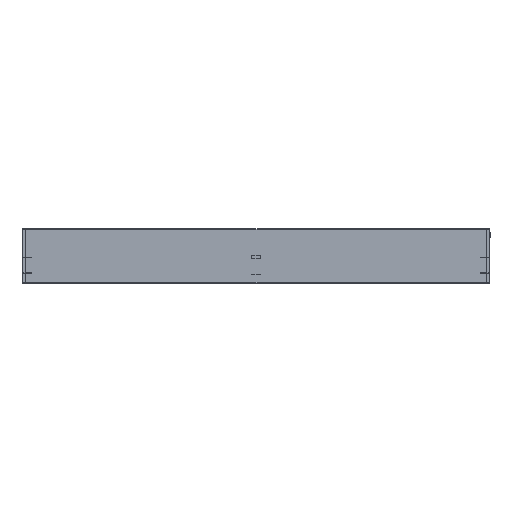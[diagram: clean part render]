
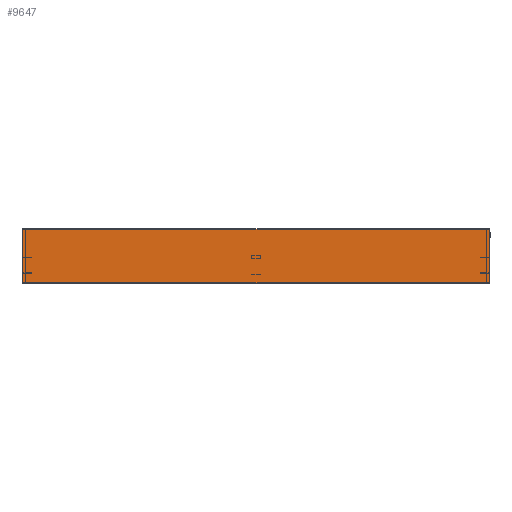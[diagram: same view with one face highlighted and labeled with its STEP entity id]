
A CAD part, left-side view. The second image highlights one B-rep face of the part: STEP entity #9647.
In plain terms, the highlighted planar face has unit normal (-1, 0, 0).
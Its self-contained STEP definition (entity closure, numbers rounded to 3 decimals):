
#731 = DIRECTION ( 'NONE',  ( 0., 0., 1. ) ) ;
#1094 = CARTESIAN_POINT ( 'NONE',  ( 0., -2154., 246. ) ) ;
#2415 = AXIS2_PLACEMENT_3D ( 'NONE', #22884, #27974, #33251 ) ;
#3477 = LINE ( 'NONE', #24553, #32902 ) ;
#3728 = VECTOR ( 'NONE', #25520, 1000. ) ;
#4776 = CARTESIAN_POINT ( 'NONE',  ( 0., 0., 0. ) ) ;
#4899 = CARTESIAN_POINT ( 'NONE',  ( 0., 0., 246. ) ) ;
#5642 = EDGE_CURVE ( 'NONE', #31308, #13676, #16401, .T. ) ;
#5681 = EDGE_CURVE ( 'NONE', #29808, #7641, #3477, .T. ) ;
#6569 = ORIENTED_EDGE ( 'NONE', *, *, #5681, .F. ) ;
#7641 = VERTEX_POINT ( 'NONE', #26033 ) ;
#9647 = ADVANCED_FACE ( 'NONE', ( #9800 ), #25592, .F. ) ;
#9800 = FACE_OUTER_BOUND ( 'NONE', #25246, .T. ) ;
#11166 = VECTOR ( 'NONE', #26595, 1000. ) ;
#11671 = EDGE_CURVE ( 'NONE', #13676, #7641, #17883, .T. ) ;
#13676 = VERTEX_POINT ( 'NONE', #4899 ) ;
#16401 = LINE ( 'NONE', #1094, #11166 ) ;
#16435 = ORIENTED_EDGE ( 'NONE', *, *, #30253, .T. ) ;
#17883 = LINE ( 'NONE', #4776, #3728 ) ;
#18256 = CARTESIAN_POINT ( 'NONE',  ( 0., -2154., 0. ) ) ;
#22884 = CARTESIAN_POINT ( 'NONE',  ( 0., 0., 0. ) ) ;
#24018 = LINE ( 'NONE', #18256, #30323 ) ;
#24553 = CARTESIAN_POINT ( 'NONE',  ( 0., 0., 1. ) ) ;
#24984 = ORIENTED_EDGE ( 'NONE', *, *, #5642, .T. ) ;
#25246 = EDGE_LOOP ( 'NONE', ( #24984, #26267, #6569, #16435 ) ) ;
#25520 = DIRECTION ( 'NONE',  ( 0., 0., -1. ) ) ;
#25592 = PLANE ( 'NONE',  #2415 ) ;
#26033 = CARTESIAN_POINT ( 'NONE',  ( 0., 0., 1. ) ) ;
#26267 = ORIENTED_EDGE ( 'NONE', *, *, #11671, .T. ) ;
#26595 = DIRECTION ( 'NONE',  ( 0., 1., 0. ) ) ;
#27974 = DIRECTION ( 'NONE',  ( 1., 0., 0. ) ) ;
#29641 = DIRECTION ( 'NONE',  ( 0., 1., 0. ) ) ;
#29808 = VERTEX_POINT ( 'NONE', #31541 ) ;
#30253 = EDGE_CURVE ( 'NONE', #29808, #31308, #24018, .T. ) ;
#30323 = VECTOR ( 'NONE', #731, 1000. ) ;
#31308 = VERTEX_POINT ( 'NONE', #32757 ) ;
#31541 = CARTESIAN_POINT ( 'NONE',  ( 0., -2154., 1. ) ) ;
#32757 = CARTESIAN_POINT ( 'NONE',  ( 0., -2154., 246. ) ) ;
#32902 = VECTOR ( 'NONE', #29641, 1000. ) ;
#33251 = DIRECTION ( 'NONE',  ( 0., 0., -1. ) ) ;
